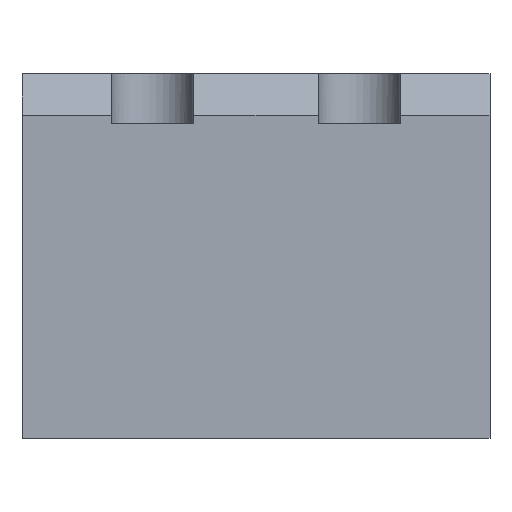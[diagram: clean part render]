
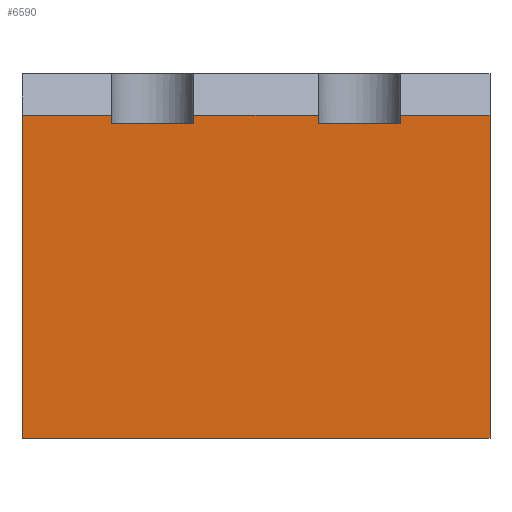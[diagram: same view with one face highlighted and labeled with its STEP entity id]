
A CAD part, front view. The second image highlights one B-rep face of the part: STEP entity #6590.
In plain terms, the highlighted free-form (B-spline) face has degree [1, 1] with [2, 2] control points.
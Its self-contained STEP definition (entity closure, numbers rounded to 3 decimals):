
#5680 = CARTESIAN_POINT ('', (41.5, 0., 78.));
#5690 = VERTEX_POINT ('', #5680);
#5700 = CARTESIAN_POINT ('', (41.5, 0., 76.));
#5710 = VERTEX_POINT ('', #5700);
#5720 = CARTESIAN_POINT ('', (41.5, 0., 78.));
#5730 = CARTESIAN_POINT ('', (41.5, 0., 76.));
#5740 = B_SPLINE_CURVE_WITH_KNOTS ('', 1, (#5720, #5730), .UNSPECIFIED., .F., .U., (2, 2), (0., 1.), .UNSPECIFIED.);
#5750 = EDGE_CURVE ('', #5690, #5710, #5740, .T.);
#5760 = ORIENTED_EDGE ('', *, *, #5750, .T.);
#5770 = CARTESIAN_POINT ('', (21.5, 0., 76.));
#5780 = VERTEX_POINT ('', #5770);
#5790 = CARTESIAN_POINT ('', (41.5, 0., 76.));
#5800 = CARTESIAN_POINT ('', (21.5, 0., 76.));
#5810 = B_SPLINE_CURVE_WITH_KNOTS ('', 1, (#5790, #5800), .UNSPECIFIED., .F., .U., (2, 2), (0., 1.), .UNSPECIFIED.);
#5820 = EDGE_CURVE ('', #5710, #5780, #5810, .T.);
#5830 = ORIENTED_EDGE ('', *, *, #5820, .T.);
#5840 = CARTESIAN_POINT ('', (21.5, 0., 78.));
#5850 = VERTEX_POINT ('', #5840);
#5860 = CARTESIAN_POINT ('', (21.5, 0., 76.));
#5870 = CARTESIAN_POINT ('', (21.5, 0., 78.));
#5880 = B_SPLINE_CURVE_WITH_KNOTS ('', 1, (#5860, #5870), .UNSPECIFIED., .F., .U., (2, 2), (0., 1.), .UNSPECIFIED.);
#5890 = EDGE_CURVE ('', #5780, #5850, #5880, .T.);
#5900 = ORIENTED_EDGE ('', *, *, #5890, .T.);
#5910 = CARTESIAN_POINT ('', (0., 0., 78.));
#5920 = VERTEX_POINT ('', #5910);
#5930 = CARTESIAN_POINT ('', (21.5, 0., 78.));
#5940 = CARTESIAN_POINT ('', (0., 0., 78.));
#5950 = B_SPLINE_CURVE_WITH_KNOTS ('', 1, (#5930, #5940), .UNSPECIFIED., .F., .U., (2, 2), (0., 1.), .UNSPECIFIED.);
#5960 = EDGE_CURVE ('', #5850, #5920, #5950, .T.);
#5970 = ORIENTED_EDGE ('', *, *, #5960, .T.);
#5980 = CARTESIAN_POINT ('', (0., 0., 0.));
#5990 = VERTEX_POINT ('', #5980);
#6000 = CARTESIAN_POINT ('', (0., 0., 78.));
#6010 = CARTESIAN_POINT ('', (0., 0., 0.));
#6020 = B_SPLINE_CURVE_WITH_KNOTS ('', 1, (#6000, #6010), .UNSPECIFIED., .F., .U., (2, 2), (0., 1.), .UNSPECIFIED.);
#6030 = EDGE_CURVE ('', #5920, #5990, #6020, .T.);
#6040 = ORIENTED_EDGE ('', *, *, #6030, .T.);
#6050 = CARTESIAN_POINT ('', (113., 0., 0.));
#6060 = VERTEX_POINT ('', #6050);
#6070 = CARTESIAN_POINT ('', (0., 0., 0.));
#6080 = CARTESIAN_POINT ('', (113., 0., 0.));
#6090 = B_SPLINE_CURVE_WITH_KNOTS ('', 1, (#6070, #6080), .UNSPECIFIED., .F., .U., (2, 2), (0., 1.), .UNSPECIFIED.);
#6100 = EDGE_CURVE ('', #5990, #6060, #6090, .T.);
#6110 = ORIENTED_EDGE ('', *, *, #6100, .T.);
#6120 = CARTESIAN_POINT ('', (113., 0., 78.));
#6130 = VERTEX_POINT ('', #6120);
#6140 = CARTESIAN_POINT ('', (113., 0., 0.));
#6150 = CARTESIAN_POINT ('', (113., 0., 78.));
#6160 = B_SPLINE_CURVE_WITH_KNOTS ('', 1, (#6140, #6150), .UNSPECIFIED., .F., .U., (2, 2), (0., 1.), .UNSPECIFIED.);
#6170 = EDGE_CURVE ('', #6060, #6130, #6160, .T.);
#6180 = ORIENTED_EDGE ('', *, *, #6170, .T.);
#6190 = CARTESIAN_POINT ('', (91.5, 0., 78.));
#6200 = VERTEX_POINT ('', #6190);
#6210 = CARTESIAN_POINT ('', (113., 0., 78.));
#6220 = CARTESIAN_POINT ('', (91.5, 0., 78.));
#6230 = B_SPLINE_CURVE_WITH_KNOTS ('', 1, (#6210, #6220), .UNSPECIFIED., .F., .U., (2, 2), (0., 1.), .UNSPECIFIED.);
#6240 = EDGE_CURVE ('', #6130, #6200, #6230, .T.);
#6250 = ORIENTED_EDGE ('', *, *, #6240, .T.);
#6260 = CARTESIAN_POINT ('', (91.5, 0., 76.));
#6270 = VERTEX_POINT ('', #6260);
#6280 = CARTESIAN_POINT ('', (91.5, 0., 78.));
#6290 = CARTESIAN_POINT ('', (91.5, 0., 76.));
#6300 = B_SPLINE_CURVE_WITH_KNOTS ('', 1, (#6280, #6290), .UNSPECIFIED., .F., .U., (2, 2), (0., 1.), .UNSPECIFIED.);
#6310 = EDGE_CURVE ('', #6200, #6270, #6300, .T.);
#6320 = ORIENTED_EDGE ('', *, *, #6310, .T.);
#6330 = CARTESIAN_POINT ('', (71.5, 0., 76.));
#6340 = VERTEX_POINT ('', #6330);
#6350 = CARTESIAN_POINT ('', (91.5, 0., 76.));
#6360 = CARTESIAN_POINT ('', (71.5, 0., 76.));
#6370 = B_SPLINE_CURVE_WITH_KNOTS ('', 1, (#6350, #6360), .UNSPECIFIED., .F., .U., (2, 2), (0., 1.), .UNSPECIFIED.);
#6380 = EDGE_CURVE ('', #6270, #6340, #6370, .T.);
#6390 = ORIENTED_EDGE ('', *, *, #6380, .T.);
#6400 = CARTESIAN_POINT ('', (71.5, 0., 78.));
#6410 = VERTEX_POINT ('', #6400);
#6420 = CARTESIAN_POINT ('', (71.5, 0., 76.));
#6430 = CARTESIAN_POINT ('', (71.5, 0., 78.));
#6440 = B_SPLINE_CURVE_WITH_KNOTS ('', 1, (#6420, #6430), .UNSPECIFIED., .F., .U., (2, 2), (0., 1.), .UNSPECIFIED.);
#6450 = EDGE_CURVE ('', #6340, #6410, #6440, .T.);
#6460 = ORIENTED_EDGE ('', *, *, #6450, .T.);
#6470 = CARTESIAN_POINT ('', (71.5, 0., 78.));
#6480 = CARTESIAN_POINT ('', (41.5, 0., 78.));
#6490 = B_SPLINE_CURVE_WITH_KNOTS ('', 1, (#6470, #6480), .UNSPECIFIED., .F., .U., (2, 2), (0., 1.), .UNSPECIFIED.);
#6500 = EDGE_CURVE ('', #6410, #5690, #6490, .T.);
#6510 = ORIENTED_EDGE ('', *, *, #6500, .T.);
#6520 = EDGE_LOOP ('', (#5760, #5830, #5900, #5970, #6040, #6110, #6180, #6250, #6320, #6390, #6460, #6510));
#6530 = FACE_OUTER_BOUND ('', #6520, .T.);
#6540 = CARTESIAN_POINT ('', (0., 0., 78.));
#6550 = CARTESIAN_POINT ('', (113., 0., 78.));
#6560 = CARTESIAN_POINT ('', (0., 0., 0.));
#6570 = CARTESIAN_POINT ('', (113., 0., 0.));
#6580 = B_SPLINE_SURFACE_WITH_KNOTS ('', 1, 1, ((#6540, #6550), (#6560, #6570)), .UNSPECIFIED., .F., .F., .U., (2, 2), (2, 2), (0., 1.), (0., 1.), .UNSPECIFIED.);
#6590 = ADVANCED_FACE ('', (#6530), #6580, .T.);
